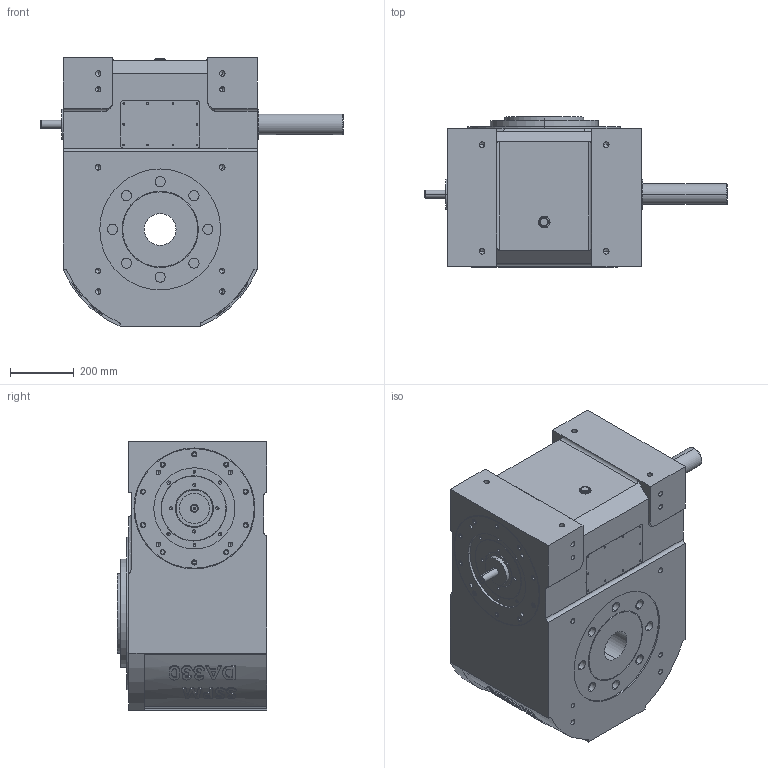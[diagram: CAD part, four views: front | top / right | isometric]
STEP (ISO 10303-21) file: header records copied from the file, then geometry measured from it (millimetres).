
FILE_DESCRIPTION (( 'STEP AP203' ), '1' );
FILE_NAME ('DA330標準R面油鏡.STEP', '2025-05-20T10:14:43', ( '' ), ( '' ), 'SwSTEP 2.0', 'SolidWorks 2018', '' );
FILE_SCHEMA (( 'CONFIG_CONTROL_DESIGN' ));
Products named in the file (1): DA330標準R面油鏡
Bounding box: 950 x 471 x 845 mm (x, y, z)
Volume: 206617715.5 mm3; surface area: 2568886.3 mm2
Topology: 1 solids, 1 shells, 935 faces, 2308 edges, 1409 vertices
Faces by surface type: cylinder 315, bspline 237, plane 195, cone 148, torus 40
Entity records: 81214 total; most frequent: CARTESIAN_POINT 61326, ORIENTED_EDGE 4344, DIRECTION 3505, EDGE_CURVE 2172, VERTEX_POINT 1409, AXIS2_PLACEMENT_3D 1380, EDGE_LOOP 1107, FACE_OUTER_BOUND 935
